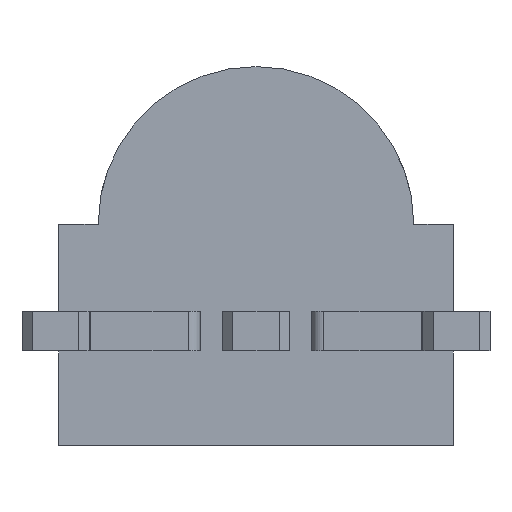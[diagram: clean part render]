
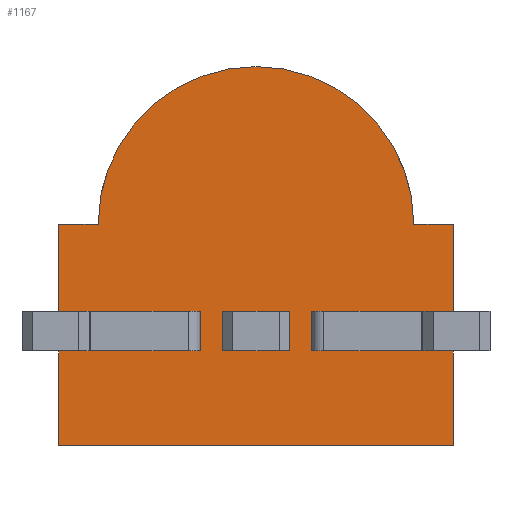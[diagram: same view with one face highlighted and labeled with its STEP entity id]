
A CAD part, front view. The second image highlights one B-rep face of the part: STEP entity #1167.
In plain terms, the highlighted planar face has unit normal (0, -1, 0).
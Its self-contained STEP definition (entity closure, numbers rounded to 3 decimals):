
#4 = EDGE_CURVE ( 'NONE', #528, #272, #2096, .T. ) ;
#85 = CARTESIAN_POINT ( 'NONE',  ( -2.5, 3.433, 1.35 ) ) ;
#117 = LINE ( 'NONE', #85, #1863 ) ;
#119 = DIRECTION ( 'NONE',  ( 0., 0., -1. ) ) ;
#136 = CARTESIAN_POINT ( 'NONE',  ( -2.5, 3.433, 1.35 ) ) ;
#150 = DIRECTION ( 'NONE',  ( 0., -1., 0. ) ) ;
#213 = CARTESIAN_POINT ( 'NONE',  ( 2., 3.433, 1.35 ) ) ;
#224 = CARTESIAN_POINT ( 'NONE',  ( 2.5, 3.433, 1.35 ) ) ;
#272 = VERTEX_POINT ( 'NONE', #1536 ) ;
#282 = CARTESIAN_POINT ( 'NONE',  ( -2., 3.433, 1.35 ) ) ;
#283 = VECTOR ( 'NONE', #119, 1000. ) ;
#301 = EDGE_CURVE ( 'NONE', #1547, #2191, #1497, .T. ) ;
#470 = CARTESIAN_POINT ( 'NONE',  ( 0., 3.433, 1.35 ) ) ;
#483 = EDGE_LOOP ( 'NONE', ( #1969, #892, #1736, #1479, #1781, #2064 ) ) ;
#528 = VERTEX_POINT ( 'NONE', #136 ) ;
#605 = VECTOR ( 'NONE', #1209, 1000. ) ;
#691 = EDGE_CURVE ( 'NONE', #958, #1398, #1112, .T. ) ;
#782 = FACE_OUTER_BOUND ( 'NONE', #483, .T. ) ;
#892 = ORIENTED_EDGE ( 'NONE', *, *, #301, .T. ) ;
#958 = VERTEX_POINT ( 'NONE', #224 ) ;
#1090 = LINE ( 'NONE', #2069, #605 ) ;
#1112 = LINE ( 'NONE', #1827, #283 ) ;
#1167 = ADVANCED_FACE ( 'NONE', ( #782 ), #1719, .T. ) ;
#1192 = LINE ( 'NONE', #1577, #1701 ) ;
#1209 = DIRECTION ( 'NONE',  ( -1., 0., 0. ) ) ;
#1258 = CARTESIAN_POINT ( 'NONE',  ( 2.5, 3.433, -1.45 ) ) ;
#1267 = DIRECTION ( 'NONE',  ( 1., 0., 0. ) ) ;
#1312 = EDGE_CURVE ( 'NONE', #2191, #528, #117, .T. ) ;
#1398 = VERTEX_POINT ( 'NONE', #1258 ) ;
#1437 = DIRECTION ( 'NONE',  ( 0., -1., 0. ) ) ;
#1454 = DIRECTION ( 'NONE',  ( -1., 0., 0. ) ) ;
#1479 = ORIENTED_EDGE ( 'NONE', *, *, #4, .T. ) ;
#1497 = CIRCLE ( 'NONE', #1816, 2. ) ;
#1535 = DIRECTION ( 'NONE',  ( 0., 0., -1. ) ) ;
#1536 = CARTESIAN_POINT ( 'NONE',  ( -2.5, 3.433, -1.45 ) ) ;
#1547 = VERTEX_POINT ( 'NONE', #213 ) ;
#1577 = CARTESIAN_POINT ( 'NONE',  ( -2.5, 3.433, 1.35 ) ) ;
#1594 = DIRECTION ( 'NONE',  ( 1., 0., 0. ) ) ;
#1633 = VECTOR ( 'NONE', #1535, 1000. ) ;
#1701 = VECTOR ( 'NONE', #2115, 1000. ) ;
#1719 = PLANE ( 'NONE',  #1744 ) ;
#1722 = CARTESIAN_POINT ( 'NONE',  ( -2.5, 3.433, 1.35 ) ) ;
#1736 = ORIENTED_EDGE ( 'NONE', *, *, #1312, .T. ) ;
#1744 = AXIS2_PLACEMENT_3D ( 'NONE', #2036, #150, #1267 ) ;
#1781 = ORIENTED_EDGE ( 'NONE', *, *, #1808, .F. ) ;
#1808 = EDGE_CURVE ( 'NONE', #1398, #272, #1090, .T. ) ;
#1816 = AXIS2_PLACEMENT_3D ( 'NONE', #470, #1437, #1594 ) ;
#1827 = CARTESIAN_POINT ( 'NONE',  ( 2.5, 3.433, 1.35 ) ) ;
#1863 = VECTOR ( 'NONE', #1454, 1000. ) ;
#1969 = ORIENTED_EDGE ( 'NONE', *, *, #2060, .T. ) ;
#2036 = CARTESIAN_POINT ( 'NONE',  ( -2.5, 3.433, 1.35 ) ) ;
#2060 = EDGE_CURVE ( 'NONE', #958, #1547, #1192, .T. ) ;
#2064 = ORIENTED_EDGE ( 'NONE', *, *, #691, .F. ) ;
#2069 = CARTESIAN_POINT ( 'NONE',  ( -2.5, 3.433, -1.45 ) ) ;
#2096 = LINE ( 'NONE', #1722, #1633 ) ;
#2115 = DIRECTION ( 'NONE',  ( -1., 0., 0. ) ) ;
#2191 = VERTEX_POINT ( 'NONE', #282 ) ;
